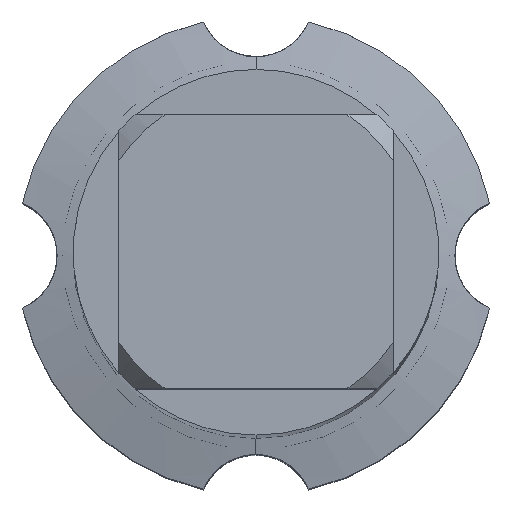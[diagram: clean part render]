
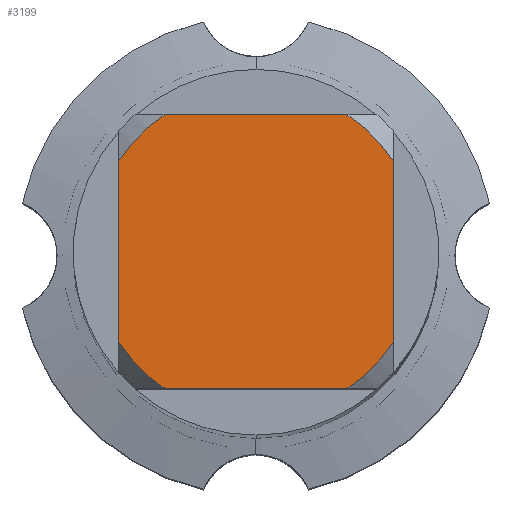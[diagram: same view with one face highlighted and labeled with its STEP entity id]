
A CAD part, top view. The second image highlights one B-rep face of the part: STEP entity #3199.
In plain terms, the highlighted planar face has unit normal (0, 0, 1).
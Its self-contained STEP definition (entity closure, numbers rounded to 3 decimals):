
#1583=VERTEX_POINT('',#4682);
#1719=EDGE_CURVE('',#2719,#2189,#4831,.T.);
#1753=EDGE_CURVE('',#2719,#3039,#4868,.T.);
#2189=VERTEX_POINT('',#5339);
#2255=EDGE_CURVE('',#2311,#2189,#5407,.T.);
#2311=VERTEX_POINT('',#5465);
#2719=VERTEX_POINT('',#5908);
#2815=EDGE_CURVE('',#2311,#3853,#6015,.T.);
#2903=EDGE_CURVE('',#3671,#3051,#6111,.T.);
#3039=VERTEX_POINT('',#6260);
#3051=VERTEX_POINT('',#6273);
#3199=ADVANCED_FACE('',(#6434),#6435,.T.);
#3343=EDGE_CURVE('',#1583,#3051,#6594,.T.);
#3365=EDGE_CURVE('',#3671,#3039,#6617,.T.);
#3459=EDGE_CURVE('',#1583,#3853,#6716,.T.);
#3671=VERTEX_POINT('',#6943);
#3853=VERTEX_POINT('',#7140);
#4682=CARTESIAN_POINT('',(3.98,6.0,0.0));
#4831=CIRCLE('',#8353,7.2);
#4868=LINE('',#8409,#8410);
#5339=CARTESIAN_POINT('',(-6.0,-3.98,0.0));
#5407=LINE('',#9559,#9560);
#5465=CARTESIAN_POINT('',(-6.0,3.98,0.0));
#5908=CARTESIAN_POINT('',(-3.98,-6.0,0.0));
#6015=CIRCLE('',#10799,7.2);
#6111=LINE('',#11031,#11032);
#6260=CARTESIAN_POINT('',(3.98,-6.0,0.0));
#6273=CARTESIAN_POINT('',(6.0,3.98,0.0));
#6434=FACE_OUTER_BOUND('',#11709,.T.);
#6435=PLANE('',#11710);
#6594=CIRCLE('',#12051,7.2);
#6617=CIRCLE('',#12124,7.2);
#6716=LINE('',#12352,#12353);
#6943=CARTESIAN_POINT('',(6.0,-3.98,0.0));
#7140=CARTESIAN_POINT('',(-3.98,6.0,0.0));
#8353=AXIS2_PLACEMENT_3D('',#15187,#15188,#15189);
#8409=CARTESIAN_POINT('',(0.0,-6.0,0.0));
#8410=VECTOR('',#15223,1.0);
#9559=CARTESIAN_POINT('',(-6.0,1.8,0.0));
#9560=VECTOR('',#15714,1.0);
#10799=AXIS2_PLACEMENT_3D('',#16492,#16493,#16494);
#11031=CARTESIAN_POINT('',(6.0,1.8,0.0));
#11032=VECTOR('',#16699,1.0);
#11709=EDGE_LOOP('',(#17015,#17016,#17017,#17018,#17019,#17020,#17021,#17022));
#11710=AXIS2_PLACEMENT_3D('',#17023,#17024,#17025);
#12051=AXIS2_PLACEMENT_3D('',#17200,#17201,#17202);
#12124=AXIS2_PLACEMENT_3D('',#17216,#17217,#17218);
#12352=CARTESIAN_POINT('',(0.0,6.0,0.0));
#12353=VECTOR('',#17294,1.0);
#15187=CARTESIAN_POINT('',(0.0,0.0,0.0));
#15188=DIRECTION('',(0.0,0.0,-1.0));
#15189=DIRECTION('',(0.0,1.0,0.0));
#15223=DIRECTION('',(1.0,0.0,0.0));
#15714=DIRECTION('',(-0.0,-1.0,0.0));
#16492=CARTESIAN_POINT('',(0.0,0.0,0.0));
#16493=DIRECTION('',(0.0,0.0,-1.0));
#16494=DIRECTION('',(0.0,1.0,0.0));
#16699=DIRECTION('',(-0.0,1.0,0.0));
#17015=ORIENTED_EDGE('',*,*,#2255,.T.);
#17016=ORIENTED_EDGE('',*,*,#1719,.F.);
#17017=ORIENTED_EDGE('',*,*,#1753,.T.);
#17018=ORIENTED_EDGE('',*,*,#3365,.F.);
#17019=ORIENTED_EDGE('',*,*,#2903,.T.);
#17020=ORIENTED_EDGE('',*,*,#3343,.F.);
#17021=ORIENTED_EDGE('',*,*,#3459,.T.);
#17022=ORIENTED_EDGE('',*,*,#2815,.F.);
#17023=CARTESIAN_POINT('',(0.0,3.6,0.0));
#17024=DIRECTION('',(-0.0,0.0,1.0));
#17025=DIRECTION('',(0.0,-1.0,0.0));
#17200=CARTESIAN_POINT('',(0.0,0.0,0.0));
#17201=DIRECTION('',(0.0,0.0,-1.0));
#17202=DIRECTION('',(0.0,1.0,0.0));
#17216=CARTESIAN_POINT('',(0.0,0.0,0.0));
#17217=DIRECTION('',(0.0,0.0,-1.0));
#17218=DIRECTION('',(0.0,1.0,0.0));
#17294=DIRECTION('',(-1.0,0.0,0.0));
